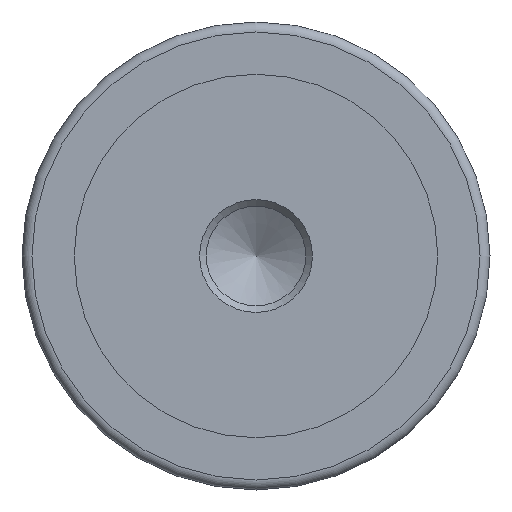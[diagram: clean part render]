
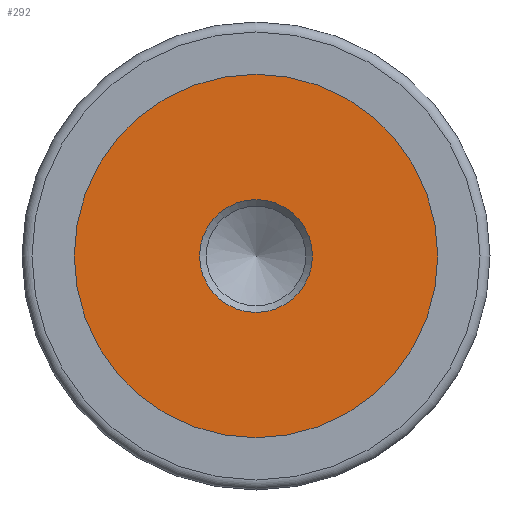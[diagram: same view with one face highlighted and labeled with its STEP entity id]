
A CAD part, left-side view. The second image highlights one B-rep face of the part: STEP entity #292.
In plain terms, the highlighted planar face has unit normal (-1, 0, 0).
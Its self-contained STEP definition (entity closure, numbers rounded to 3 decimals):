
#292 = ADVANCED_FACE( '', ( #538, #539 ), #540, .F. );
#538 = FACE_OUTER_BOUND( '', #749, .T. );
#539 = FACE_BOUND( '', #750, .T. );
#540 = PLANE( '', #751 );
#749 = EDGE_LOOP( '', ( #1104 ) );
#750 = EDGE_LOOP( '', ( #1105 ) );
#751 = AXIS2_PLACEMENT_3D( '', #1106, #1107, #1108 );
#1104 = ORIENTED_EDGE( '', *, *, #1277, .F. );
#1105 = ORIENTED_EDGE( '', *, *, #1181, .T. );
#1106 = CARTESIAN_POINT( '', ( -0.8, 0., 0. ) );
#1107 = DIRECTION( '', ( 1., 0., 0. ) );
#1108 = DIRECTION( '', ( 0., 0., -1. ) );
#1181 = EDGE_CURVE( '', #1339, #1339, #1340, .T. );
#1277 = EDGE_CURVE( '', #1476, #1476, #1477, .T. );
#1339 = VERTEX_POINT( '', #1552 );
#1340 = CIRCLE( '', #1553, 5.667 );
#1476 = VERTEX_POINT( '', #1708 );
#1477 = CIRCLE( '', #1709, 18.25 );
#1552 = CARTESIAN_POINT( '', ( -0.8, 0., -5.667 ) );
#1553 = AXIS2_PLACEMENT_3D( '', #1762, #1763, #1764 );
#1708 = CARTESIAN_POINT( '', ( -0.8, 0., -18.25 ) );
#1709 = AXIS2_PLACEMENT_3D( '', #1895, #1896, #1897 );
#1762 = CARTESIAN_POINT( '', ( -0.8, 0., 0. ) );
#1763 = DIRECTION( '', ( 1., 0., 0. ) );
#1764 = DIRECTION( '', ( 0., 0., -1. ) );
#1895 = CARTESIAN_POINT( '', ( -0.8, 0., 0. ) );
#1896 = DIRECTION( '', ( 1., 0., 0. ) );
#1897 = DIRECTION( '', ( 0., 0., -1. ) );
